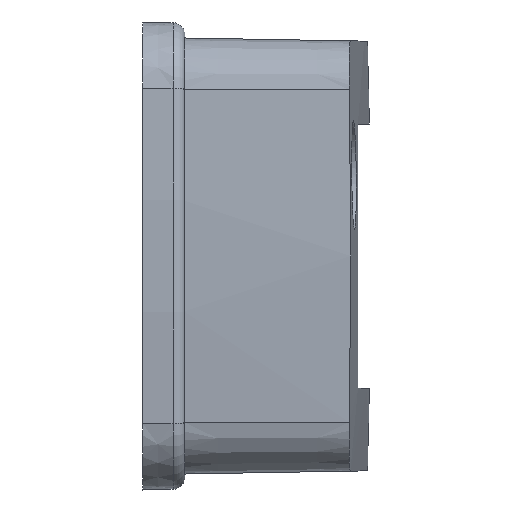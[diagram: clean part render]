
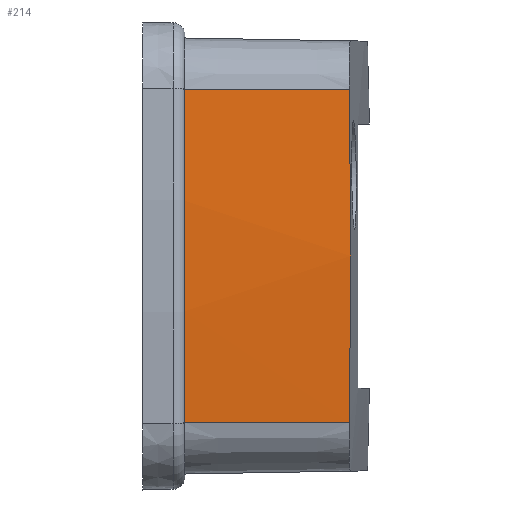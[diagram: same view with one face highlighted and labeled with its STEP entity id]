
A CAD part, front view. The second image highlights one B-rep face of the part: STEP entity #214.
In plain terms, the highlighted conical face has half-angle 1 degrees and reference radius 178.668 mm.
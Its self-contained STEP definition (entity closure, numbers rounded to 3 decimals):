
#115=B_SPLINE_CURVE_WITH_KNOTS('',3,(#1756,#1757,#1758,#1759),
 .UNSPECIFIED.,.F.,.F.,(4,4),(0.,1.),.UNSPECIFIED.);
#138=FACE_OUTER_BOUND('',#395,.T.);
#181=CONICAL_SURFACE('',#1222,178.668,1.);
#214=ADVANCED_FACE('',(#138),#181,.T.);
#309=CIRCLE('',#1221,178.669);
#395=EDGE_LOOP('',(#553,#554,#555,#556));
#553=ORIENTED_EDGE('',*,*,#903,.F.);
#554=ORIENTED_EDGE('',*,*,#921,.T.);
#555=ORIENTED_EDGE('',*,*,#922,.T.);
#556=ORIENTED_EDGE('',*,*,#923,.F.);
#796=VERTEX_POINT('',#1755);
#797=VERTEX_POINT('',#1760);
#811=VERTEX_POINT('',#1848);
#812=VERTEX_POINT('',#1850);
#903=EDGE_CURVE('',#796,#797,#115,.T.);
#921=EDGE_CURVE('',#796,#811,#1043,.T.);
#922=EDGE_CURVE('',#811,#812,#309,.T.);
#923=EDGE_CURVE('',#797,#812,#1044,.T.);
#1043=LINE('',#1847,#1145);
#1044=LINE('',#1851,#1146);
#1145=VECTOR('',#1407,1.);
#1146=VECTOR('',#1410,1.);
#1221=AXIS2_PLACEMENT_3D('',#1849,#1408,#1409);
#1222=AXIS2_PLACEMENT_3D('',#1852,#1411,#1412);
#1407=DIRECTION('',(-1.,-0.017,0.001));
#1408=DIRECTION('',(1.,0.,0.));
#1409=DIRECTION('',(0.,0.,1.));
#1410=DIRECTION('',(-1.,-0.017,-0.001));
#1411=DIRECTION('',(-1.,0.,0.));
#1412=DIRECTION('',(0.,1.,0.));
#1755=CARTESIAN_POINT('',(17.224,-71.45,13.844));
#1756=CARTESIAN_POINT('',(17.224,-71.45,13.844));
#1757=CARTESIAN_POINT('',(17.39,-72.164,4.629));
#1758=CARTESIAN_POINT('',(17.39,-72.164,-4.629));
#1759=CARTESIAN_POINT('',(17.224,-71.45,-13.844));
#1760=CARTESIAN_POINT('',(17.224,-71.45,-13.844));
#1847=CARTESIAN_POINT('',(3.5,-71.689,13.862));
#1848=CARTESIAN_POINT('',(3.472,-71.69,13.862));
#1849=CARTESIAN_POINT('',(3.472,106.441,0.));
#1850=CARTESIAN_POINT('',(3.472,-71.69,-13.862));
#1851=CARTESIAN_POINT('',(3.5,-71.689,-13.862));
#1852=CARTESIAN_POINT('',(3.5,106.441,0.));
